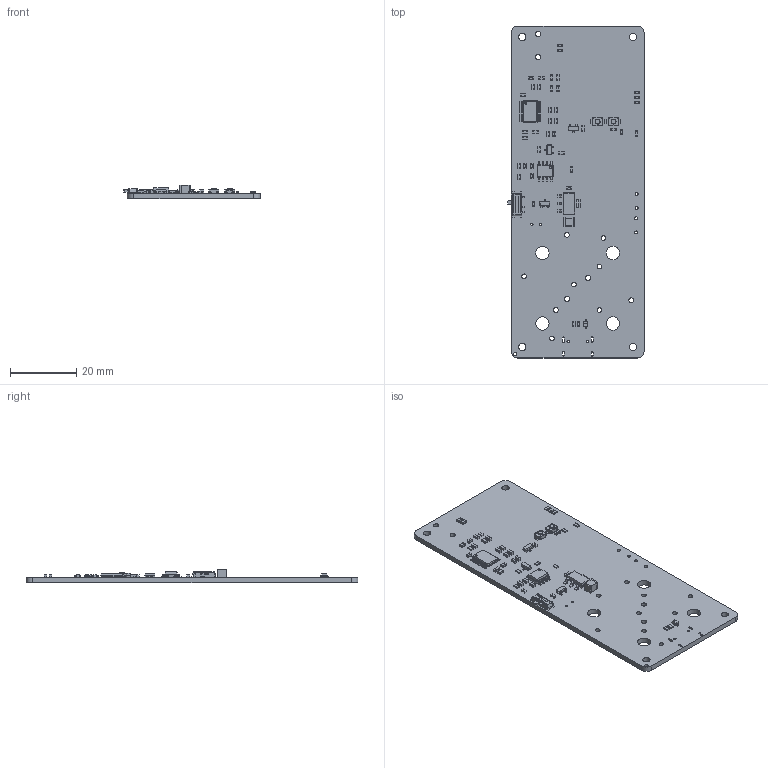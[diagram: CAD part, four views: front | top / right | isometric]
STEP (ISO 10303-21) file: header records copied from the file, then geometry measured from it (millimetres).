
FILE_DESCRIPTION(('KiCad electronic assembly'),'2;1');
FILE_NAME('JPL_MP3 circuitV2 - Copy.step','2024-11-30T17:08:41',( 'Pcbnew'),('Kicad'),'Open CASCADE STEP processor 7.8', 'KiCad to STEP converter','Unknown');
FILE_SCHEMA(('AUTOMOTIVE_DESIGN { 1 0 10303 214 1 1 1 1 }'));
Length unit declared in the file: millimetre
Products named in the file (22): JPL_MP3 circuitV2 - Copy 1; C_0603_1608Metric; R_0603_1608Metric; C_1210_3225Metric; SOT-23; SOT_23; SOIC-8_3.9x4.9mm_P1.27mm; SOIC_8_39x49mm_P127mm; D_SOD-323; D_SOD_323; TSSOP-20_4.4x6.5mm_P0.65mm; TSSOP_20_44x65mm_P065mm; SW_SPST_B3U-1000P; SOT-223; SOT_223; SW_SPDT_PCM12; Fusion_sp; JPL_MP3 circuitV2 - Copy_PCB
Assembly tree (61 placements, depth 3):
  JPL_MP3 circuitV2 - Copy 1
    C_0603_1608Metric  x21
      C_0603_1608Metric
    R_0603_1608Metric  x18
      R_0603_1608Metric
    C_1210_3225Metric
      C_1210_3225Metric
    SOT-23  x3
      SOT_23
    SOIC-8_3.9x4.9mm_P1.27mm
      SOIC_8_39x49mm_P127mm
    D_SOD-323
      D_SOD_323
    TSSOP-20_4.4x6.5mm_P0.65mm
      TSSOP_20_44x65mm_P065mm
    SW_SPST_B3U-1000P  x2
      SW_SPST_B3U-1000P
    SOT-223
      SOT_223
    SW_SPDT_PCM12
      Fusion_sp
    JPL_MP3 circuitV2 - Copy_PCB
Bounding box: 40.99 x 100 x 4.15 mm (x, y, z)
Volume: 6444.7 mm3; surface area: 9293.1 mm2
Topology: 51 solids, 51 shells, 2632 faces, 6756 edges, 4220 vertices
Faces by surface type: plane 1524, cylinder 839, bspline 199, sphere 34, torus 34, cone 2
Full cylindrical faces by diameter (mm): 0.5 x1, 0.6 x1, 0.65 x2, 0.7 x2, 0.8 x2, 0.9 x6, 1 x1, 1.4 x9, 1.5 x2, 1.6 x4, 2.2 x4, 4 x4
Entity records: 45853 total; most frequent: CARTESIAN_POINT 7188, ORIENTED_EDGE 6332, DIRECTION 6000, EDGE_CURVE 3166, LINE 2342, VECTOR 2342, VERTEX_POINT 1951, AXIS2_PLACEMENT_3D 1829
